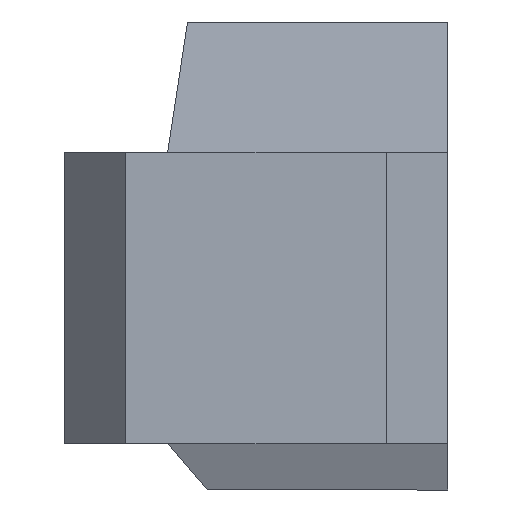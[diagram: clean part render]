
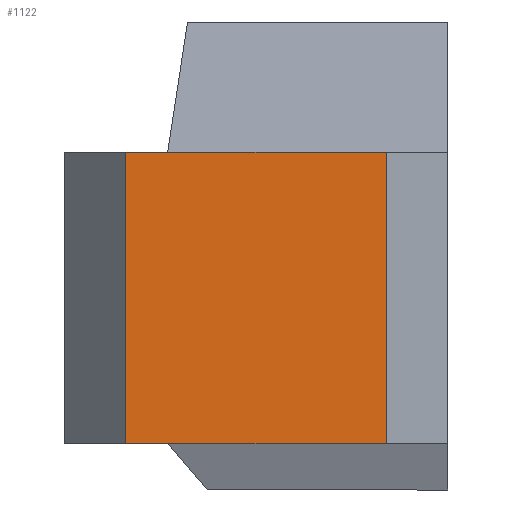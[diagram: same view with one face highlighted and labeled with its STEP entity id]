
A CAD part, left-side view. The second image highlights one B-rep face of the part: STEP entity #1122.
In plain terms, the highlighted planar face has unit normal (-1, 0, 0).
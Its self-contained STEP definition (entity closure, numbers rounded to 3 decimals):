
#165 = CARTESIAN_POINT ( 'NONE',  ( -152.411, 5., -12.25 ) ) ;
#270 = DIRECTION ( 'NONE',  ( 0., 0., -1. ) ) ;
#295 = VECTOR ( 'NONE', #1112, 1000. ) ;
#429 = FACE_OUTER_BOUND ( 'NONE', #1468, .T. ) ;
#441 = LINE ( 'NONE', #929, #1075 ) ;
#541 = AXIS2_PLACEMENT_3D ( 'NONE', #1248, #1783, #1928 ) ;
#587 = CARTESIAN_POINT ( 'NONE',  ( -152.411, 13.5, 6.75 ) ) ;
#657 = ORIENTED_EDGE ( 'NONE', *, *, #1255, .T. ) ;
#676 = VECTOR ( 'NONE', #823, 1000. ) ;
#773 = CARTESIAN_POINT ( 'NONE',  ( -152.411, -3.5, -12.25 ) ) ;
#805 = ORIENTED_EDGE ( 'NONE', *, *, #1066, .F. ) ;
#823 = DIRECTION ( 'NONE',  ( 0., -1., 0. ) ) ;
#900 = ORIENTED_EDGE ( 'NONE', *, *, #1610, .T. ) ;
#929 = CARTESIAN_POINT ( 'NONE',  ( -152.411, -3.5, 6.75 ) ) ;
#1066 = EDGE_CURVE ( 'NONE', #1270, #1144, #441, .T. ) ;
#1075 = VECTOR ( 'NONE', #270, 1000. ) ;
#1083 = PLANE ( 'NONE',  #541 ) ;
#1112 = DIRECTION ( 'NONE',  ( 0., 0., 1. ) ) ;
#1122 = ADVANCED_FACE ( 'NONE', ( #429 ), #1083, .T. ) ;
#1144 = VERTEX_POINT ( 'NONE', #773 ) ;
#1212 = VECTOR ( 'NONE', #2160, 1000. ) ;
#1248 = CARTESIAN_POINT ( 'NONE',  ( -152.411, -105.224, 646.755 ) ) ;
#1255 = EDGE_CURVE ( 'NONE', #1414, #1144, #1996, .T. ) ;
#1270 = VERTEX_POINT ( 'NONE', #2003 ) ;
#1393 = CARTESIAN_POINT ( 'NONE',  ( -152.411, 13.5, -12.25 ) ) ;
#1414 = VERTEX_POINT ( 'NONE', #1393 ) ;
#1468 = EDGE_LOOP ( 'NONE', ( #805, #900, #1687, #657 ) ) ;
#1494 = LINE ( 'NONE', #1672, #1212 ) ;
#1521 = VERTEX_POINT ( 'NONE', #587 ) ;
#1538 = EDGE_CURVE ( 'NONE', #1414, #1521, #1955, .T. ) ;
#1579 = CARTESIAN_POINT ( 'NONE',  ( -152.411, 13.5, -12.25 ) ) ;
#1610 = EDGE_CURVE ( 'NONE', #1270, #1521, #1494, .T. ) ;
#1672 = CARTESIAN_POINT ( 'NONE',  ( -152.411, -3.5, 6.75 ) ) ;
#1687 = ORIENTED_EDGE ( 'NONE', *, *, #1538, .F. ) ;
#1783 = DIRECTION ( 'NONE',  ( -1., 0., 0. ) ) ;
#1928 = DIRECTION ( 'NONE',  ( 0., -1., 0. ) ) ;
#1955 = LINE ( 'NONE', #1579, #295 ) ;
#1996 = LINE ( 'NONE', #165, #676 ) ;
#2003 = CARTESIAN_POINT ( 'NONE',  ( -152.411, -3.5, 6.75 ) ) ;
#2160 = DIRECTION ( 'NONE',  ( 0., 1., 0. ) ) ;
